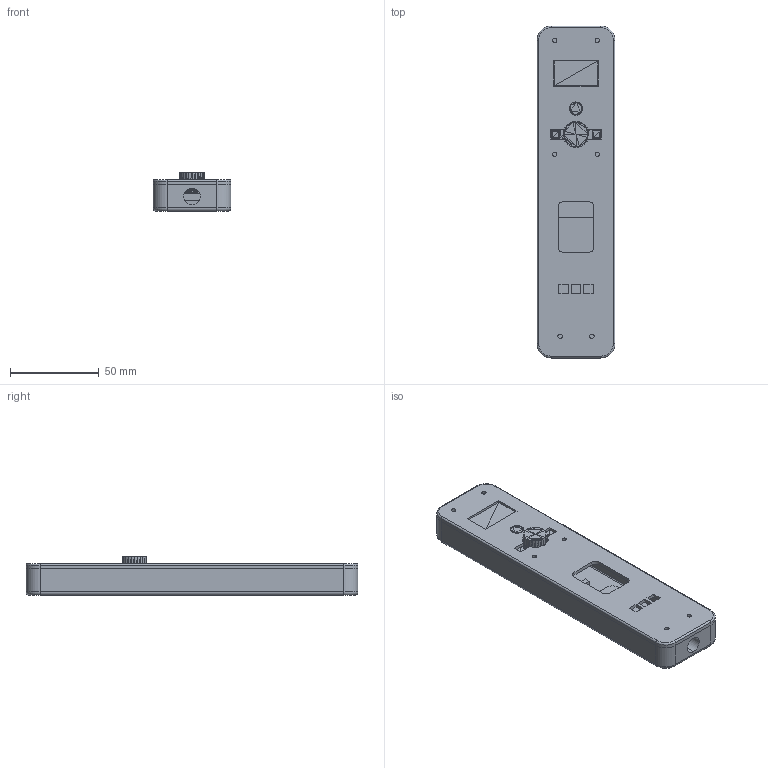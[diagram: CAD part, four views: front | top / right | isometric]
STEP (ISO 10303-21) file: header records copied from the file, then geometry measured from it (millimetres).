
FILE_DESCRIPTION (( 'STEP AP203' ), '1' );
FILE_NAME ('Main casing with PCB.STEP', '2024-12-19T19:44:56', ( '' ), ( '' ), 'SwSTEP 2.0', 'SolidWorks 2023', '' );
FILE_SCHEMA (( 'CONFIG_CONTROL_DESIGN' ));
Length unit declared in the file: millimetre
Products named in the file (3): Part6^Assembly; Main casing with PCB; b820b1d8-5846-4274-9eab-95ff9be9bb491
Assembly tree (2 placements, depth 2):
  Main casing with PCB
    Part6^Assembly
    b820b1d8-5846-4274-9eab-95ff9be9bb491
Bounding box: 44 x 187.26 x 21.95 mm (x, y, z)
Volume: 57214.4 mm3; surface area: 51855.5 mm2
Topology: 2 solids, 12 shells, 1173 faces, 2016 edges, 873 vertices
Faces by surface type: plane 1056, cylinder 101, torus 16
Entity records: 27293 total; most frequent: CARTESIAN_POINT 8632, ORIENTED_EDGE 3903, DIRECTION 3074, EDGE_CURVE 2016, B_SPLINE_CURVE_WITH_KNOTS 1516, AXIS2_PLACEMENT_3D 1395, EDGE_LOOP 1223, ADVANCED_FACE 1173
